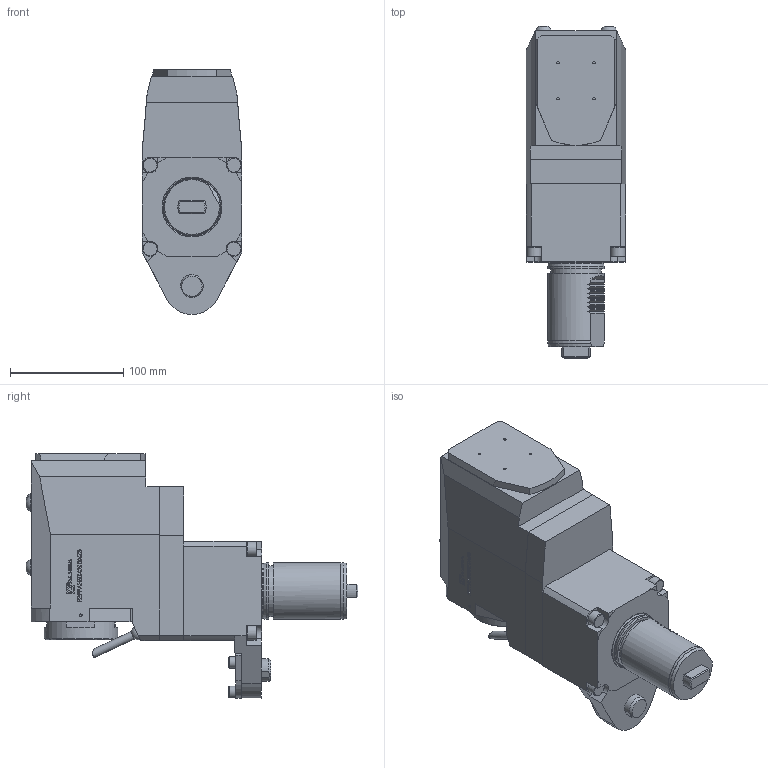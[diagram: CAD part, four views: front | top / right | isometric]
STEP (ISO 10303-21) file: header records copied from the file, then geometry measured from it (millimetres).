
FILE_DESCRIPTION (( 'STEP AP214' ), '1' );
FILE_NAME ('RRPPAH50I421DMZ3.STEP', '2025-11-18T07:04:43', ( '' ), ( '' ), 'SwSTEP 2.0', 'SolidWorks 2023', '' );
FILE_SCHEMA (( 'AUTOMOTIVE_DESIGN' ));
Length unit declared in the file: millimetre
Products named in the file (1): RRPPAH50I421DMZ3
Bounding box: 88 x 293.15 x 216.41 mm (x, y, z)
Volume: 2445254.7 mm3; surface area: 143564.2 mm2
Topology: 1 solids, 1 shells, 589 faces, 1512 edges, 1003 vertices
Faces by surface type: plane 403, cylinder 89, bspline 71, torus 14, cone 7, sphere 5
Full cylindrical faces by diameter (mm): 1.7 x1, 2.1 x1, 6 x3, 6.366 x1, 7 x1, 8 x4, 10 x3, 13 x4, 14 x4, 45 x1, 48.7 x1, 50 x2, 65 x1
Entity records: 25182 total; most frequent: CARTESIAN_POINT 8002, ORIENTED_EDGE 2898, DIRECTION 2497, EDGE_CURVE 1449, LINE 1039, VECTOR 1039, VERTEX_POINT 986, AXIS2_PLACEMENT_3D 729
